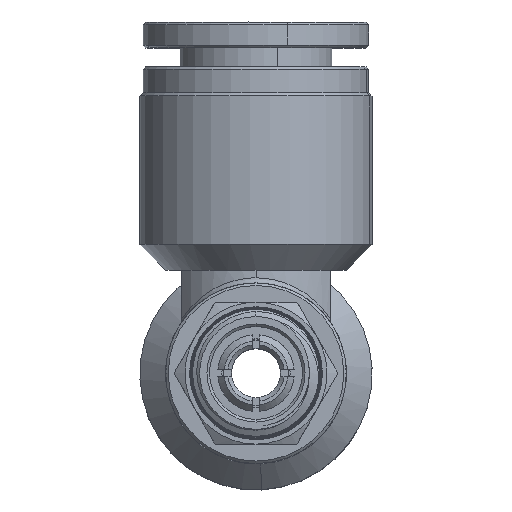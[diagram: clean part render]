
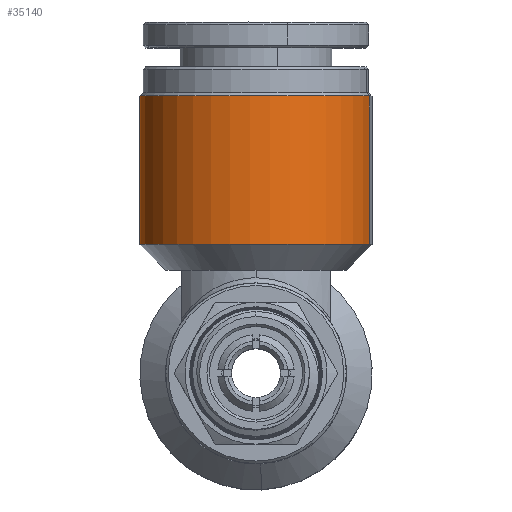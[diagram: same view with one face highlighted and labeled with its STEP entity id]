
A CAD part, top view. The second image highlights one B-rep face of the part: STEP entity #35140.
In plain terms, the highlighted cylindrical face has radius 9 mm (diameter 18 mm), a partial arc.
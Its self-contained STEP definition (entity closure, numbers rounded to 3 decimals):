
#193 = CARTESIAN_POINT ( 'NONE',  ( -8.772, 23.75, -10.014 ) ) ;
#451 = CARTESIAN_POINT ( 'NONE',  ( 8.772, 10., -5.986 ) ) ;
#610 = CIRCLE ( 'NONE', #11533, 9. ) ;
#2492 = DIRECTION ( 'NONE',  ( 0., -1., 0. ) ) ;
#4319 = VERTEX_POINT ( 'NONE', #7713 ) ;
#7713 = CARTESIAN_POINT ( 'NONE',  ( -8.772, 21.5, -10.014 ) ) ;
#8850 = AXIS2_PLACEMENT_3D ( 'NONE', #20738, #46848, #24510 ) ;
#9287 = LINE ( 'NONE', #21036, #37938 ) ;
#9651 = EDGE_LOOP ( 'NONE', ( #43793, #37522, #29113, #42831 ) ) ;
#10360 = DIRECTION ( 'NONE',  ( 0., -1., 0. ) ) ;
#10585 = EDGE_CURVE ( 'NONE', #47984, #23864, #9287, .T. ) ;
#11533 = AXIS2_PLACEMENT_3D ( 'NONE', #18281, #44372, #22009 ) ;
#11677 = LINE ( 'NONE', #193, #40334 ) ;
#12506 = FACE_OUTER_BOUND ( 'NONE', #9651, .T. ) ;
#17897 = CARTESIAN_POINT ( 'NONE',  ( 0., 23.75, -8. ) ) ;
#18281 = CARTESIAN_POINT ( 'NONE',  ( 0., 10., -8. ) ) ;
#20738 = CARTESIAN_POINT ( 'NONE',  ( 0., 21.5, -8. ) ) ;
#20942 = EDGE_CURVE ( 'NONE', #4319, #21143, #11677, .T. ) ;
#21036 = CARTESIAN_POINT ( 'NONE',  ( 8.772, 23.75, -5.986 ) ) ;
#21143 = VERTEX_POINT ( 'NONE', #34569 ) ;
#22009 = DIRECTION ( 'NONE',  ( 0.975, 0., 0.224 ) ) ;
#22513 = CIRCLE ( 'NONE', #8850, 9. ) ;
#23864 = VERTEX_POINT ( 'NONE', #451 ) ;
#24510 = DIRECTION ( 'NONE',  ( 0.975, 0., 0.224 ) ) ;
#26265 = DIRECTION ( 'NONE',  ( 0., -1., 0. ) ) ;
#26282 = EDGE_CURVE ( 'NONE', #47984, #4319, #22513, .T. ) ;
#29113 = ORIENTED_EDGE ( 'NONE', *, *, #20942, .T. ) ;
#32951 = DIRECTION ( 'NONE',  ( -0.975, 0., -0.224 ) ) ;
#34569 = CARTESIAN_POINT ( 'NONE',  ( -8.772, 10., -10.014 ) ) ;
#35140 = ADVANCED_FACE ( 'NONE', ( #12506 ), #37635, .T. ) ;
#37522 = ORIENTED_EDGE ( 'NONE', *, *, #26282, .T. ) ;
#37635 = CYLINDRICAL_SURFACE ( 'NONE', #45663, 9. ) ;
#37938 = VECTOR ( 'NONE', #2492, 1000. ) ;
#38668 = CARTESIAN_POINT ( 'NONE',  ( 8.772, 21.5, -5.986 ) ) ;
#40334 = VECTOR ( 'NONE', #26265, 1000. ) ;
#42831 = ORIENTED_EDGE ( 'NONE', *, *, #43924, .T. ) ;
#43793 = ORIENTED_EDGE ( 'NONE', *, *, #10585, .F. ) ;
#43924 = EDGE_CURVE ( 'NONE', #21143, #23864, #610, .T. ) ;
#44372 = DIRECTION ( 'NONE',  ( 0., 1., 0. ) ) ;
#45663 = AXIS2_PLACEMENT_3D ( 'NONE', #17897, #10360, #32951 ) ;
#46848 = DIRECTION ( 'NONE',  ( 0., -1., 0. ) ) ;
#47984 = VERTEX_POINT ( 'NONE', #38668 ) ;
